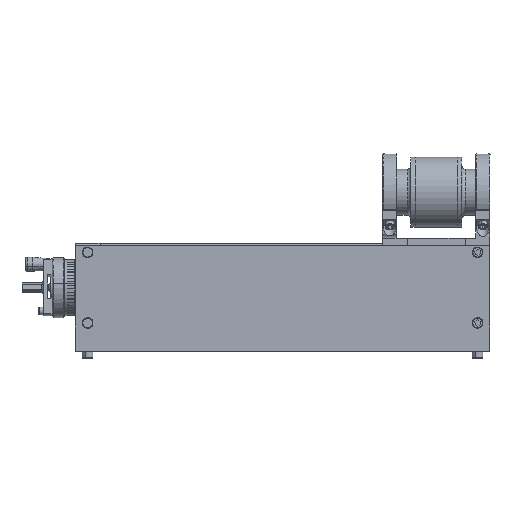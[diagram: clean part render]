
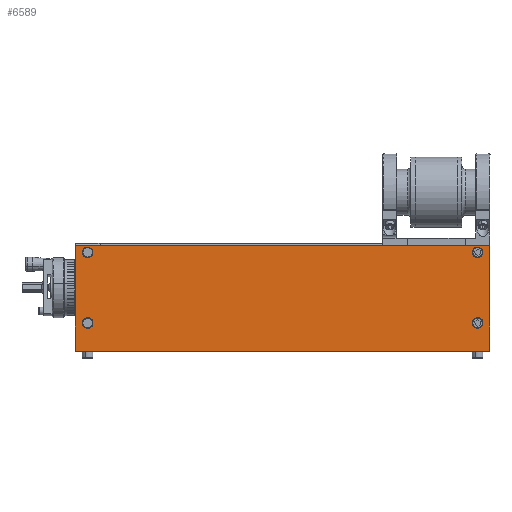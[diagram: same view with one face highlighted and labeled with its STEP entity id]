
A CAD part, left-side view. The second image highlights one B-rep face of the part: STEP entity #6589.
In plain terms, the highlighted planar face has unit normal (-1, 0, 0).
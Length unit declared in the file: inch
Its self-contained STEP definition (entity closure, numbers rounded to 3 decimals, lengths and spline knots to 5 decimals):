
#95 = FACE_BOUND ( 'NONE', #11419, .T. ) ;
#215 = DIRECTION ( 'NONE',  ( 1., 0., 0. ) ) ;
#483 = EDGE_CURVE ( 'NONE', #6263, #8040, #6517, .T. ) ;
#515 = CARTESIAN_POINT ( 'NONE',  ( -1.5, 0.4375, -4.625 ) ) ;
#715 = EDGE_LOOP ( 'NONE', ( #2026, #7060 ) ) ;
#1008 = VERTEX_POINT ( 'NONE', #5567 ) ;
#1433 = CIRCLE ( 'NONE', #5870, 0.1875 ) ;
#1611 = AXIS2_PLACEMENT_3D ( 'NONE', #515, #9793, #1846 ) ;
#1832 = EDGE_CURVE ( 'NONE', #1008, #6820, #6880, .T. ) ;
#1846 = DIRECTION ( 'NONE',  ( 0., 0.432, -0.902 ) ) ;
#1905 = CIRCLE ( 'NONE', #7631, 0.1875 ) ;
#1918 = VECTOR ( 'NONE', #11540, 39.37008 ) ;
#2026 = ORIENTED_EDGE ( 'NONE', *, *, #9488, .T. ) ;
#2629 = ORIENTED_EDGE ( 'NONE', *, *, #1832, .T. ) ;
#2867 = VERTEX_POINT ( 'NONE', #10761 ) ;
#2937 = VECTOR ( 'NONE', #13385, 39.37008 ) ;
#2990 = EDGE_LOOP ( 'NONE', ( #6361, #11036, #7146, #2629 ) ) ;
#3192 = FACE_OUTER_BOUND ( 'NONE', #2990, .T. ) ;
#3191 = DIRECTION ( 'NONE',  ( 1., 0., 0. ) ) ;
#3379 = CARTESIAN_POINT ( 'NONE',  ( -1.5, 0.4375, -4.625 ) ) ;
#3563 = VERTEX_POINT ( 'NONE', #3625 ) ;
#3625 = CARTESIAN_POINT ( 'NONE',  ( -1.5, 0.35644, -1.95593 ) ) ;
#4573 = CARTESIAN_POINT ( 'NONE',  ( -1.5, 0.51856, -4.79407 ) ) ;
#4702 = DIRECTION ( 'NONE',  ( 0., 0.432, -0.902 ) ) ;
#4938 = EDGE_CURVE ( 'NONE', #1008, #11587, #15969, .T. ) ;
#4977 = CIRCLE ( 'NONE', #9658, 0.1875 ) ;
#5003 = EDGE_LOOP ( 'NONE', ( #9158, #14551 ) ) ;
#5369 = EDGE_CURVE ( 'NONE', #11587, #11376, #17059, .T. ) ;
#5381 = CIRCLE ( 'NONE', #12026, 0.1875 ) ;
#5498 = CARTESIAN_POINT ( 'NONE',  ( -1.5, 14.2375, -4.625 ) ) ;
#5563 = CIRCLE ( 'NONE', #11219, 0.1875 ) ;
#5567 = CARTESIAN_POINT ( 'NONE',  ( -1.5, 14.675, -5.625 ) ) ;
#5610 = CIRCLE ( 'NONE', #16508, 0.1875 ) ;
#5804 = DIRECTION ( 'NONE',  ( 1., 0., 0. ) ) ;
#5870 = AXIS2_PLACEMENT_3D ( 'NONE', #13749, #5804, #15061 ) ;
#6009 = DIRECTION ( 'NONE',  ( 0., 1., 0. ) ) ;
#6030 = DIRECTION ( 'NONE',  ( 1., 0., 0. ) ) ;
#6114 = VECTOR ( 'NONE', #6800, 39.37008 ) ;
#6130 = PLANE ( 'NONE',  #14275 ) ;
#6263 = VERTEX_POINT ( 'NONE', #16330 ) ;
#6269 = CARTESIAN_POINT ( 'NONE',  ( -1.5, 14.675, -5.625 ) ) ;
#6361 = ORIENTED_EDGE ( 'NONE', *, *, #8487, .T. ) ;
#6517 = CIRCLE ( 'NONE', #12518, 0.1875 ) ;
#6589 = ADVANCED_FACE ( 'NONE', ( #6715, #10681, #7133, #95, #3192 ), #6130, .F. ) ;
#6666 = CARTESIAN_POINT ( 'NONE',  ( -1.5, 0.4375, -2.125 ) ) ;
#6715 = FACE_BOUND ( 'NONE', #5003, .T. ) ;
#6800 = DIRECTION ( 'NONE',  ( 0., -1., 0. ) ) ;
#6818 = CARTESIAN_POINT ( 'NONE',  ( -1.5, 14.675, -1.875 ) ) ;
#6820 = VERTEX_POINT ( 'NONE', #14420 ) ;
#6832 = DIRECTION ( 'NONE',  ( 0., 0.432, -0.902 ) ) ;
#6880 = LINE ( 'NONE', #13702, #2937 ) ;
#7060 = ORIENTED_EDGE ( 'NONE', *, *, #12185, .T. ) ;
#7068 = ORIENTED_EDGE ( 'NONE', *, *, #7563, .T. ) ;
#7133 = FACE_BOUND ( 'NONE', #17111, .T. ) ;
#7146 = ORIENTED_EDGE ( 'NONE', *, *, #4938, .F. ) ;
#7563 = EDGE_CURVE ( 'NONE', #2867, #3563, #1905, .T. ) ;
#7631 = AXIS2_PLACEMENT_3D ( 'NONE', #8160, #215, #9504 ) ;
#7868 = VERTEX_POINT ( 'NONE', #11509 ) ;
#7898 = CARTESIAN_POINT ( 'NONE',  ( -1.5, 14.15644, -4.45593 ) ) ;
#8034 = DIRECTION ( 'NONE',  ( 0., 0.432, -0.902 ) ) ;
#8038 = EDGE_CURVE ( 'NONE', #3563, #2867, #4977, .T. ) ;
#8040 = VERTEX_POINT ( 'NONE', #7898 ) ;
#8160 = CARTESIAN_POINT ( 'NONE',  ( -1.5, 0.4375, -2.125 ) ) ;
#8356 = VERTEX_POINT ( 'NONE', #16822 ) ;
#8487 = EDGE_CURVE ( 'NONE', #6820, #11376, #8942, .T. ) ;
#8520 = VECTOR ( 'NONE', #11885, 39.37008 ) ;
#8942 = LINE ( 'NONE', #10569, #8520 ) ;
#9158 = ORIENTED_EDGE ( 'NONE', *, *, #483, .T. ) ;
#9488 = EDGE_CURVE ( 'NONE', #12609, #8356, #1433, .T. ) ;
#9504 = DIRECTION ( 'NONE',  ( 0., 0.432, -0.902 ) ) ;
#9513 = CIRCLE ( 'NONE', #1611, 0.1875 ) ;
#9575 = EDGE_CURVE ( 'NONE', #15294, #7868, #5563, .T. ) ;
#9658 = AXIS2_PLACEMENT_3D ( 'NONE', #6666, #15909, #8034 ) ;
#9793 = DIRECTION ( 'NONE',  ( 1., 0., 0. ) ) ;
#10569 = CARTESIAN_POINT ( 'NONE',  ( -1.5, 0., -5.625 ) ) ;
#10681 = FACE_BOUND ( 'NONE', #715, .T. ) ;
#10761 = CARTESIAN_POINT ( 'NONE',  ( -1.5, 0.51856, -2.29407 ) ) ;
#11036 = ORIENTED_EDGE ( 'NONE', *, *, #5369, .F. ) ;
#11155 = CARTESIAN_POINT ( 'NONE',  ( -1.5, 14.2375, -2.125 ) ) ;
#11219 = AXIS2_PLACEMENT_3D ( 'NONE', #3379, #12648, #4702 ) ;
#11376 = VERTEX_POINT ( 'NONE', #16939 ) ;
#11419 = EDGE_LOOP ( 'NONE', ( #7068, #12285 ) ) ;
#11509 = CARTESIAN_POINT ( 'NONE',  ( -1.5, 0.35644, -4.45593 ) ) ;
#11532 = EDGE_CURVE ( 'NONE', #8040, #6263, #5610, .T. ) ;
#11540 = DIRECTION ( 'NONE',  ( 0., 0., 1. ) ) ;
#11570 = CARTESIAN_POINT ( 'NONE',  ( -1.5, 14.675, -5.625 ) ) ;
#11587 = VERTEX_POINT ( 'NONE', #12230 ) ;
#11885 = DIRECTION ( 'NONE',  ( 0., 0., 1. ) ) ;
#12026 = AXIS2_PLACEMENT_3D ( 'NONE', #11155, #3191, #12445 ) ;
#12185 = EDGE_CURVE ( 'NONE', #8356, #12609, #5381, .T. ) ;
#12230 = CARTESIAN_POINT ( 'NONE',  ( -1.5, 14.675, -1.875 ) ) ;
#12285 = ORIENTED_EDGE ( 'NONE', *, *, #8038, .T. ) ;
#12445 = DIRECTION ( 'NONE',  ( 0., 0.432, -0.902 ) ) ;
#12518 = AXIS2_PLACEMENT_3D ( 'NONE', #16243, #16200, #16163 ) ;
#12609 = VERTEX_POINT ( 'NONE', #13614 ) ;
#12648 = DIRECTION ( 'NONE',  ( 1., 0., 0. ) ) ;
#13001 = ORIENTED_EDGE ( 'NONE', *, *, #14387, .T. ) ;
#13385 = DIRECTION ( 'NONE',  ( 0., -1., 0. ) ) ;
#13614 = CARTESIAN_POINT ( 'NONE',  ( -1.5, 14.31856, -2.29407 ) ) ;
#13702 = CARTESIAN_POINT ( 'NONE',  ( -1.5, 14.675, -5.625 ) ) ;
#13749 = CARTESIAN_POINT ( 'NONE',  ( -1.5, 14.2375, -2.125 ) ) ;
#14275 = AXIS2_PLACEMENT_3D ( 'NONE', #6269, #6030, #6009 ) ;
#14387 = EDGE_CURVE ( 'NONE', #7868, #15294, #9513, .T. ) ;
#14420 = CARTESIAN_POINT ( 'NONE',  ( -1.5, 0., -5.625 ) ) ;
#14551 = ORIENTED_EDGE ( 'NONE', *, *, #11532, .T. ) ;
#14748 = DIRECTION ( 'NONE',  ( 1., 0., 0. ) ) ;
#15061 = DIRECTION ( 'NONE',  ( 0., 0.432, -0.902 ) ) ;
#15294 = VERTEX_POINT ( 'NONE', #4573 ) ;
#15909 = DIRECTION ( 'NONE',  ( 1., 0., 0. ) ) ;
#15969 = LINE ( 'NONE', #11570, #1918 ) ;
#16163 = DIRECTION ( 'NONE',  ( 0., 0.432, -0.902 ) ) ;
#16200 = DIRECTION ( 'NONE',  ( 1., 0., 0. ) ) ;
#16243 = CARTESIAN_POINT ( 'NONE',  ( -1.5, 14.2375, -4.625 ) ) ;
#16330 = CARTESIAN_POINT ( 'NONE',  ( -1.5, 14.31856, -4.79407 ) ) ;
#16508 = AXIS2_PLACEMENT_3D ( 'NONE', #5498, #14748, #6832 ) ;
#16822 = CARTESIAN_POINT ( 'NONE',  ( -1.5, 14.15644, -1.95593 ) ) ;
#16939 = CARTESIAN_POINT ( 'NONE',  ( -1.5, 0., -1.875 ) ) ;
#17059 = LINE ( 'NONE', #6818, #6114 ) ;
#17062 = ORIENTED_EDGE ( 'NONE', *, *, #9575, .T. ) ;
#17111 = EDGE_LOOP ( 'NONE', ( #17062, #13001 ) ) ;
